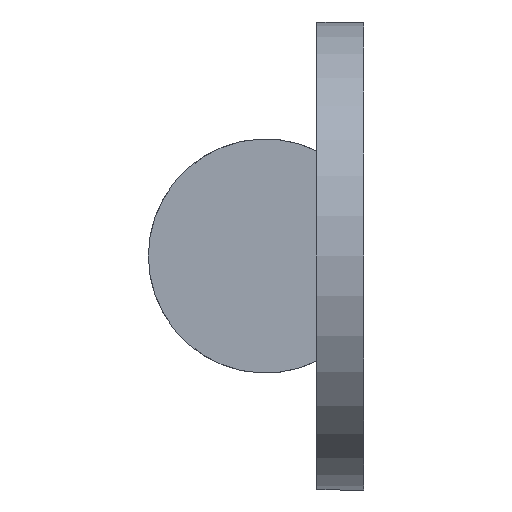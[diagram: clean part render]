
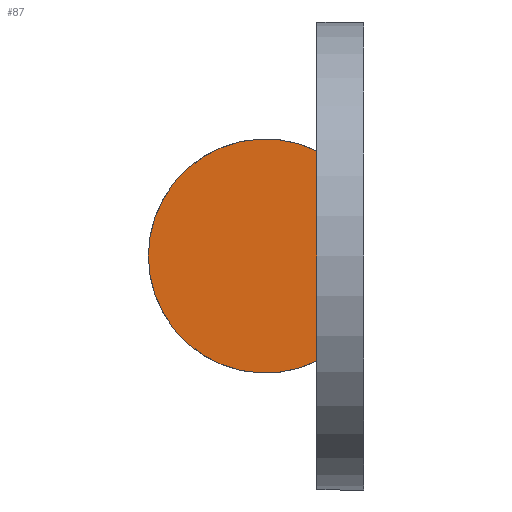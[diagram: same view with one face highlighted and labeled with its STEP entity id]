
A CAD part, left-side view. The second image highlights one B-rep face of the part: STEP entity #87.
In plain terms, the highlighted planar face has unit normal (-1, 0, 0).
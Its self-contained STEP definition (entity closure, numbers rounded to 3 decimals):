
#87 = ADVANCED_FACE( '', ( #183 ), #184, .F. );
#183 = FACE_OUTER_BOUND( '', #280, .T. );
#184 = PLANE( '', #281 );
#280 = EDGE_LOOP( '', ( #463, #464 ) );
#281 = AXIS2_PLACEMENT_3D( '', #465, #466, #467 );
#463 = ORIENTED_EDGE( '', *, *, #614, .F. );
#464 = ORIENTED_EDGE( '', *, *, #615, .F. );
#465 = CARTESIAN_POINT( '', ( 8., -1.1, -1.02 ) );
#466 = DIRECTION( '', ( 1., 0., 0. ) );
#467 = DIRECTION( '', ( 0., 0., -1. ) );
#614 = EDGE_CURVE( '', #717, #743, #744, .T. );
#615 = EDGE_CURVE( '', #743, #717, #745, .T. );
#717 = VERTEX_POINT( '', #874 );
#743 = VERTEX_POINT( '', #906 );
#744 = LINE( '', #907, #908 );
#745 = CIRCLE( '', #909, 2.5 );
#874 = CARTESIAN_POINT( '', ( 8., -1.1, 2.245 ) );
#906 = CARTESIAN_POINT( '', ( 8., -1.1, -2.245 ) );
#907 = CARTESIAN_POINT( '', ( 8., -1.1, 2.5 ) );
#908 = VECTOR( '', #1026, 1000. );
#909 = AXIS2_PLACEMENT_3D( '', #1027, #1028, #1029 );
#1026 = DIRECTION( '', ( 0., 0., -1. ) );
#1027 = CARTESIAN_POINT( '', ( 8., 0., 0. ) );
#1028 = DIRECTION( '', ( 1., 0., 0. ) );
#1029 = DIRECTION( '', ( 0., 0., -1. ) );
